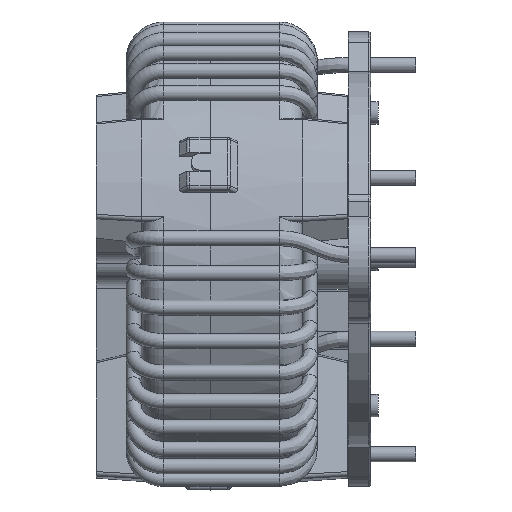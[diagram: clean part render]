
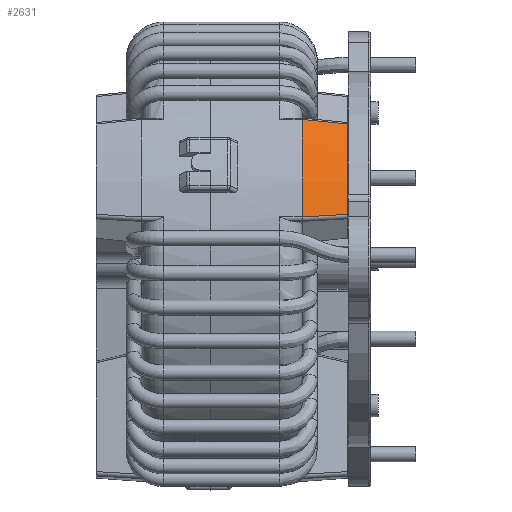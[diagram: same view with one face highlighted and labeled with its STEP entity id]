
A CAD part, left-side view. The second image highlights one B-rep face of the part: STEP entity #2631.
In plain terms, the highlighted conical face has half-angle 4 degrees and reference radius 29.34 mm.
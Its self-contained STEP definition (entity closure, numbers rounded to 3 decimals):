
#2631 = ADVANCED_FACE( '', ( #5575 ), #5576, .T. );
#5575 = FACE_OUTER_BOUND( '', #13482, .T. );
#5576 = CONICAL_SURFACE( '', #13483, 29.34, 0.07 );
#13482 = EDGE_LOOP( '', ( #22928, #22929, #22930, #22931 ) );
#13483 = AXIS2_PLACEMENT_3D( '', #22932, #22933, #22934 );
#22928 = ORIENTED_EDGE( '', *, *, #26772, .T. );
#22929 = ORIENTED_EDGE( '', *, *, #28081, .F. );
#22930 = ORIENTED_EDGE( '', *, *, #27077, .F. );
#22931 = ORIENTED_EDGE( '', *, *, #28082, .F. );
#22932 = CARTESIAN_POINT( '', ( 0., -3., 0. ) );
#22933 = DIRECTION( '', ( 0., 1., 0. ) );
#22934 = DIRECTION( '', ( 1., 0., 0. ) );
#26772 = EDGE_CURVE( '', #31450, #31448, #31451, .T. );
#27077 = EDGE_CURVE( '', #31887, #31889, #31890, .T. );
#28081 = EDGE_CURVE( '', #31889, #31448, #33161, .T. );
#28082 = EDGE_CURVE( '', #31450, #31887, #33162, .T. );
#31448 = VERTEX_POINT( '', #38413 );
#31450 = VERTEX_POINT( '', #38415 );
#31451 = CIRCLE( '', #38416, 29.13 );
#31887 = VERTEX_POINT( '', #39111 );
#31889 = VERTEX_POINT( '', #39114 );
#31890 = CIRCLE( '', #39115, 29.55 );
#33161 = B_SPLINE_CURVE_WITH_KNOTS( '', 3, ( #41086, #41087, #41088, #41089, #41090, #41091, #41092 ), .UNSPECIFIED., .F., .F., ( 4, 1, 1, 1, 4 ), ( 0., 0.246, 0.5, 0.75, 1. ), .UNSPECIFIED. );
#33162 = B_SPLINE_CURVE_WITH_KNOTS( '', 3, ( #41093, #41094, #41095, #41096, #41097, #41098, #41099 ), .UNSPECIFIED., .F., .F., ( 4, 1, 1, 1, 4 ), ( 0., 0.25, 0.5, 0.754, 1. ), .UNSPECIFIED. );
#38413 = CARTESIAN_POINT( '', ( -8.438, -6., 27.882 ) );
#38415 = CARTESIAN_POINT( '', ( -19.927, -6., 21.249 ) );
#38416 = AXIS2_PLACEMENT_3D( '', #44052, #44053, #44054 );
#39111 = CARTESIAN_POINT( '', ( -20.533, 0., 21.251 ) );
#39114 = CARTESIAN_POINT( '', ( -8.138, 0., 28.407 ) );
#39115 = AXIS2_PLACEMENT_3D( '', #44381, #44382, #44383 );
#41086 = CARTESIAN_POINT( '', ( -8.138, 0., 28.408 ) );
#41087 = CARTESIAN_POINT( '', ( -8.163, -0.491, 28.364 ) );
#41088 = CARTESIAN_POINT( '', ( -8.214, -1.49, 28.277 ) );
#41089 = CARTESIAN_POINT( '', ( -8.287, -2.99, 28.146 ) );
#41090 = CARTESIAN_POINT( '', ( -8.362, -4.499, 28.014 ) );
#41091 = CARTESIAN_POINT( '', ( -8.413, -5.5, 27.926 ) );
#41092 = CARTESIAN_POINT( '', ( -8.438, -6., 27.882 ) );
#41093 = CARTESIAN_POINT( '', ( -19.927, -6., 21.249 ) );
#41094 = CARTESIAN_POINT( '', ( -19.978, -5.5, 21.248 ) );
#41095 = CARTESIAN_POINT( '', ( -20.08, -4.499, 21.248 ) );
#41096 = CARTESIAN_POINT( '', ( -20.231, -2.99, 21.25 ) );
#41097 = CARTESIAN_POINT( '', ( -20.381, -1.49, 21.252 ) );
#41098 = CARTESIAN_POINT( '', ( -20.483, -0.491, 21.251 ) );
#41099 = CARTESIAN_POINT( '', ( -20.533, 0., 21.251 ) );
#44052 = CARTESIAN_POINT( '', ( 0., -6., 0. ) );
#44053 = DIRECTION( '', ( 0., 1., 0. ) );
#44054 = DIRECTION( '', ( -0.684, 0., 0.729 ) );
#44381 = CARTESIAN_POINT( '', ( 0., 0., 0. ) );
#44382 = DIRECTION( '', ( 0., 1., 0. ) );
#44383 = DIRECTION( '', ( -0.695, 0., 0.719 ) );
